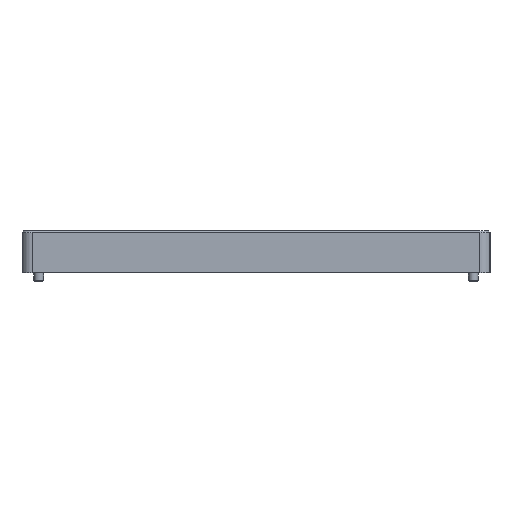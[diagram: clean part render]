
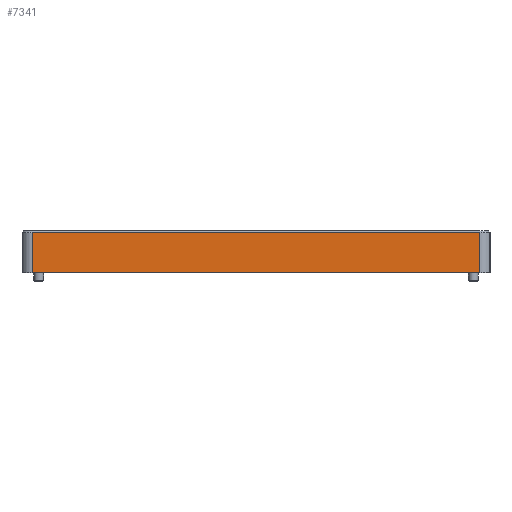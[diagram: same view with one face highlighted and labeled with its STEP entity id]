
A CAD part, left-side view. The second image highlights one B-rep face of the part: STEP entity #7341.
In plain terms, the highlighted planar face has unit normal (-1, 0, 0).
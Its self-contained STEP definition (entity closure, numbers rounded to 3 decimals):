
#801=FACE_OUTER_BOUND('',#1260,.T.);
#1260=EDGE_LOOP('',(#5522,#5523,#5524,#5525));
#1873=LINE('',#11657,#2577);
#1888=LINE('',#11697,#2592);
#1889=LINE('',#11701,#2593);
#1890=LINE('',#11702,#2594);
#2577=VECTOR('',#9265,10.);
#2592=VECTOR('',#9310,10.);
#2593=VECTOR('',#9315,10.);
#2594=VECTOR('',#9316,10.);
#3402=VERTEX_POINT('',#11654);
#3403=VERTEX_POINT('',#11656);
#3413=VERTEX_POINT('',#11696);
#3414=VERTEX_POINT('',#11700);
#4191=EDGE_CURVE('',#3402,#3403,#1873,.T.);
#4211=EDGE_CURVE('',#3403,#3413,#1888,.T.);
#4213=EDGE_CURVE('',#3414,#3402,#1889,.T.);
#4214=EDGE_CURVE('',#3414,#3413,#1890,.T.);
#5522=ORIENTED_EDGE('',*,*,#4191,.F.);
#5523=ORIENTED_EDGE('',*,*,#4213,.F.);
#5524=ORIENTED_EDGE('',*,*,#4214,.T.);
#5525=ORIENTED_EDGE('',*,*,#4211,.F.);
#7099=PLANE('',#7985);
#7341=ADVANCED_FACE('',(#801),#7099,.F.);
#7985=AXIS2_PLACEMENT_3D('',#11699,#9313,#9314);
#9265=DIRECTION('',(0.,-1.,0.));
#9310=DIRECTION('',(0.,0.,-1.));
#9313=DIRECTION('center_axis',(1.,0.,0.));
#9314=DIRECTION('ref_axis',(0.,0.,-1.));
#9315=DIRECTION('',(0.,0.,1.));
#9316=DIRECTION('',(0.,-1.,0.));
#11654=CARTESIAN_POINT('',(-179.331,67.031,12.));
#11656=CARTESIAN_POINT('',(-179.331,-67.031,12.));
#11657=CARTESIAN_POINT('',(-179.331,0.,12.));
#11696=CARTESIAN_POINT('',(-179.331,-67.031,0.));
#11697=CARTESIAN_POINT('',(-179.331,-67.031,2.925));
#11699=CARTESIAN_POINT('Origin',(-179.331,0.,0.));
#11700=CARTESIAN_POINT('',(-179.331,67.031,0.));
#11701=CARTESIAN_POINT('',(-179.331,67.031,2.925));
#11702=CARTESIAN_POINT('',(-179.331,-35.016,0.));
